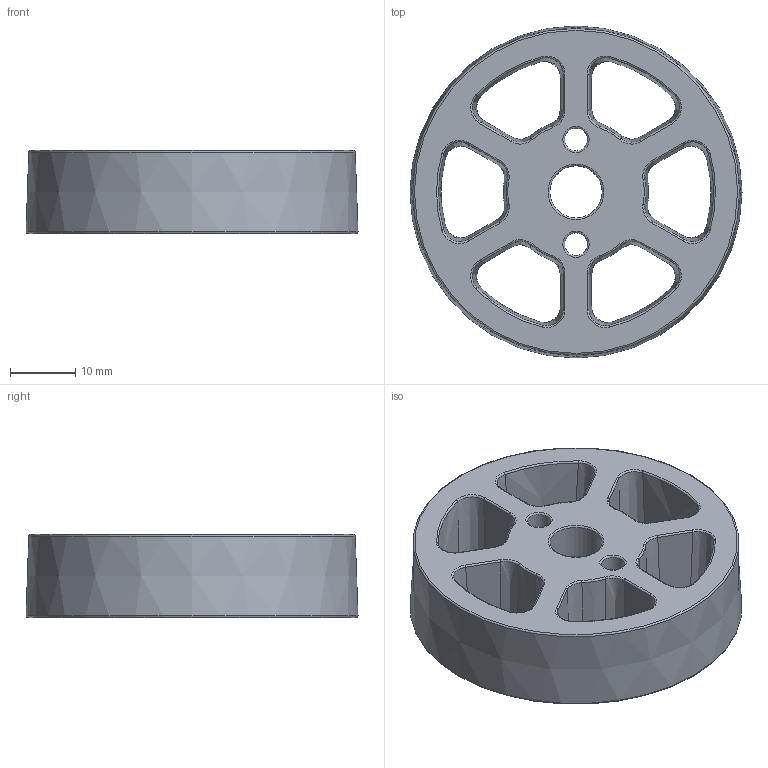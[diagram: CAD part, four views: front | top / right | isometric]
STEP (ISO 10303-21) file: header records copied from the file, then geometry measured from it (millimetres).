
FILE_DESCRIPTION(/* description */ (''),/* implementation_level */ '2;1');
FILE_NAME(/* name */ 'am-3462_35_8MM.ipt.stp',/* time_stamp */ '2017-12-12T12:02:36-08:00',/* author */ ('Autodesk Inc.'),/* organization */ ('Autodesk Inc.'),/* preprocessor_version */ 'ST-DEVELOPER v16.13',/* originating_system */ 'Autodesk Inventor 2018',/* authorisation */ '');
FILE_SCHEMA (('AUTOMOTIVE_DESIGN { 1 0 10303 214 3 1 1 }'));
Length unit declared in the file: inch
Products named in the file (1): am-3462_35_8MM
Bounding box: 50.78 x 50.78 x 12.7 mm (x, y, z)
Volume: 15494.7 mm3; surface area: 8028.8 mm2
Topology: 1 solids, 1 shells, 158 faces, 364 edges, 208 vertices
Faces by surface type: bspline 72, torus 32, cylinder 27, plane 14, cone 13
Full cylindrical faces by diameter (mm): 3.5 x2, 8 x1
Entity records: 8968 total; most frequent: CARTESIAN_POINT 5843, ORIENTED_EDGE 704, DIRECTION 542, EDGE_CURVE 352, AXIS2_PLACEMENT_3D 247, VERTEX_POINT 208, EDGE_LOOP 188, CIRCLE 160
